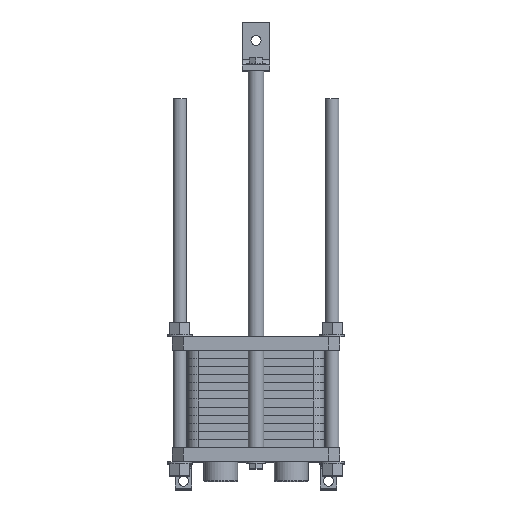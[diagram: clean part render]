
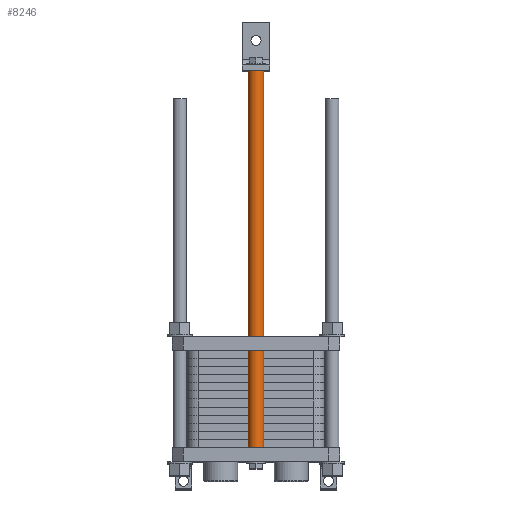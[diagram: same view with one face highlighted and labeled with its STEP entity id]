
A CAD part, top view. The second image highlights one B-rep face of the part: STEP entity #8246.
In plain terms, the highlighted cylindrical face has radius 14 mm (diameter 28 mm), a full revolution.
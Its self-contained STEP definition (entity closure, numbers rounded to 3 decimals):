
#1049=CYLINDRICAL_SURFACE('',#8747,14.);
#1185=FACE_BOUND('',#3725,.T.);
#3263=FACE_OUTER_BOUND('',#3724,.T.);
#3724=EDGE_LOOP('',(#6854));
#3725=EDGE_LOOP('',(#6855));
#3952=CIRCLE('',#8475,14.);
#4002=CIRCLE('',#8603,14.);
#4440=VERTEX_POINT('',#12037);
#4592=VERTEX_POINT('',#12476);
#5073=EDGE_CURVE('',#4440,#4440,#3952,.T.);
#5282=EDGE_CURVE('',#4592,#4592,#4002,.T.);
#6854=ORIENTED_EDGE('',*,*,#5073,.F.);
#6855=ORIENTED_EDGE('',*,*,#5282,.F.);
#8246=ADVANCED_FACE('',(#3263,#1185),#1049,.T.);
#8475=AXIS2_PLACEMENT_3D('',#12038,#9389,#9390);
#8603=AXIS2_PLACEMENT_3D('',#12477,#9804,#9805);
#8747=AXIS2_PLACEMENT_3D('',#12932,#10266,#10267);
#9389=DIRECTION('center_axis',(0.,1.,0.));
#9390=DIRECTION('ref_axis',(-1.,0.,0.));
#9804=DIRECTION('center_axis',(0.,-1.,0.));
#9805=DIRECTION('ref_axis',(-1.,0.,0.));
#10266=DIRECTION('center_axis',(0.,1.,0.));
#10267=DIRECTION('ref_axis',(-1.,0.,0.));
#12037=CARTESIAN_POINT('',(14.,675.,573.));
#12038=CARTESIAN_POINT('Origin',(0.,675.,573.));
#12476=CARTESIAN_POINT('',(14.,0.,573.));
#12477=CARTESIAN_POINT('Origin',(0.,0.,
573.));
#12932=CARTESIAN_POINT('Origin',(0.,-37.,573.));
